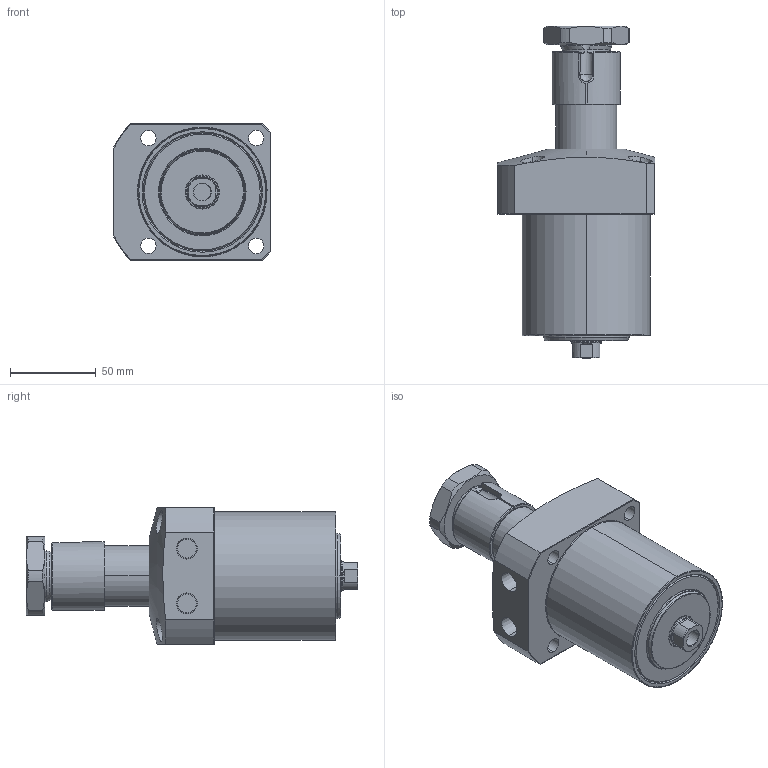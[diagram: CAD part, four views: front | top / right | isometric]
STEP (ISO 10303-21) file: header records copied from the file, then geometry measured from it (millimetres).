
FILE_DESCRIPTION (( 'STEP AP203' ), '1' );
FILE_NAME ('LHA0750-SRD.STEP', '2019-09-24T02:31:20', ( '微软用户' ), ( '微软中国' ), 'SwSTEP 2.0', 'SolidWorks 2012', '' );
FILE_SCHEMA (( 'CONFIG_CONTROL_DESIGN' ));
Length unit declared in the file: millimetre
Products named in the file (7): LHA0750-咂衝椳紕_蹬怮椔); LHA0750-槭暌滀S(蹬怮椔)_1; LHA0750-SRD; LHA0750-簸忣諍匏_; LHA0750-ů_; LHA0750-楓羔_D); LHA0750-D菛巍
Assembly tree (6 placements, depth 2):
  LHA0750-SRD
    LHA0750-槭暌滀S(蹬怮椔)_1
    LHA0750-咂衝椳紕_蹬怮椔)
    LHA0750-D菛巍
    LHA0750-楓羔_D)
    LHA0750-ů_
    LHA0750-簸忣諍匏_
Bounding box: 92 x 194 x 80 mm (x, y, z)
Volume: 650312.3 mm3; surface area: 79710 mm2
Topology: 6 solids, 7 shells, 219 faces, 517 edges, 325 vertices
Faces by surface type: cylinder 78, plane 71, cone 46, bspline 24
Entity records: 8499 total; most frequent: CARTESIAN_POINT 2892, ORIENTED_EDGE 1024, DIRECTION 1014, EDGE_CURVE 512, AXIS2_PLACEMENT_3D 411, VERTEX_POINT 325, EDGE_LOOP 247, FACE_OUTER_BOUND 219
